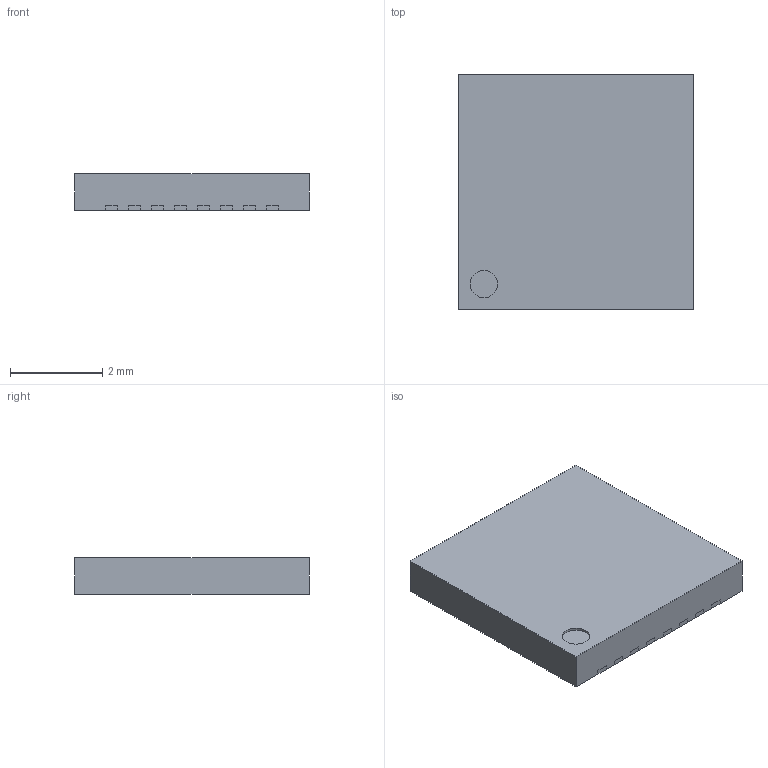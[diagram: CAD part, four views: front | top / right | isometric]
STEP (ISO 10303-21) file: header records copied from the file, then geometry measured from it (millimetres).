
FILE_DESCRIPTION(/* description */ (''),/* implementation_level */ '2;1');
FILE_NAME(/* name */ 'SON50P500X500X80-17N-R370X410.stp',/* time_stamp */ '2016-03-18T15:23:49+01:00',/* author */ ('riccim'),/* organization */ ('SolidWorks'),/* preprocessor_version */ 'ST-DEVELOPER v15.5',/* originating_system */ 'AutoCAD Mechanical',/* authorisation */ ' ');
FILE_SCHEMA (('AUTOMOTIVE_DESIGN { 1 0 10303 214 3 1 1 }'));
Length unit declared in the file: millimetre
Products named in the file (1): Product
Bounding box: 5.1 x 5.1 x 0.8 mm (x, y, z)
Volume: 20.8 mm3; surface area: 109.9 mm2
Topology: 18 solids, 18 shells, 179 faces, 423 edges, 282 vertices
Faces by surface type: plane 178, cylinder 1
Full cylindrical faces by diameter (mm): 0.6 x1
Entity records: 5056 total; most frequent: CARTESIAN_POINT 884, ORIENTED_EDGE 844, DIRECTION 784, EDGE_CURVE 422, LINE 420, VECTOR 420, VERTEX_POINT 282, EDGE_LOOP 182
